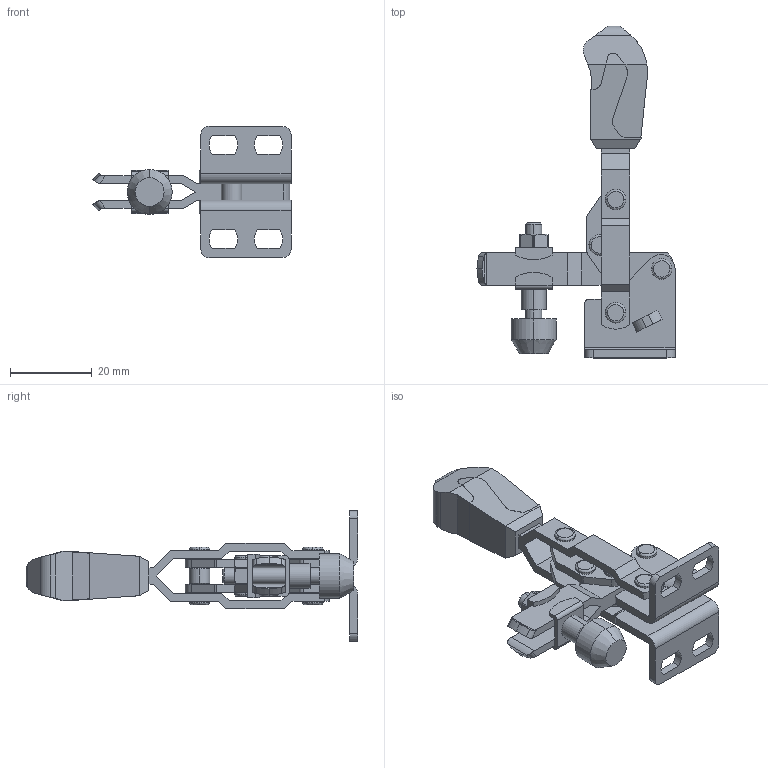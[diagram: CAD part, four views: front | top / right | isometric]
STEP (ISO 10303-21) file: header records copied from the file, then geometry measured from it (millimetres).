
FILE_DESCRIPTION(('STEP AP214'),'1');
FILE_NAME('HALDERN_EH_23330_0001.stp','2019-11-14T12:13:31',('TraceParts'),('TraceParts S.A.'),'Spatial InterOp 3D',' ',' ');
FILE_SCHEMA(('AUTOMOTIVE_DESIGN { 1 0 10303 214 1 1 1 1 }'));
Length unit declared in the file: millimetre
Products named in the file (1): HALDERN_EH_23330_0001_1
Bounding box: 48.33 x 81 x 32 mm (x, y, z)
Volume: 11817.8 mm3; surface area: 11239.7 mm2
Topology: 7 solids, 8 shells, 367 faces, 940 edges, 614 vertices
Faces by surface type: plane 175, cylinder 152, bspline 20, cone 20
Entity records: 14533 total; most frequent: CARTESIAN_POINT 2574, ORIENTED_EDGE 1880, DIRECTION 1850, EDGE_CURVE 940, AXIS2_PLACEMENT_3D 650, VERTEX_POINT 614, LINE 550, VECTOR 550
